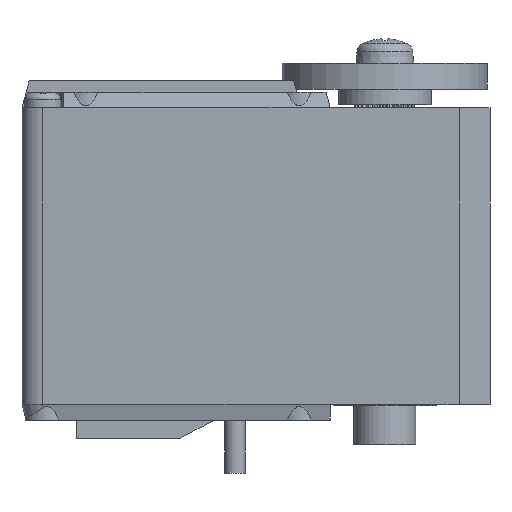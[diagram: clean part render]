
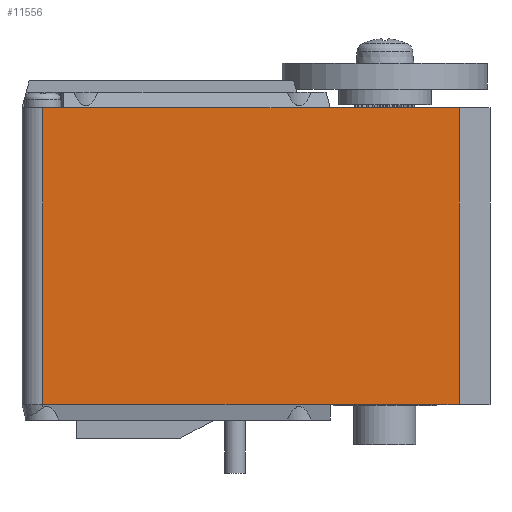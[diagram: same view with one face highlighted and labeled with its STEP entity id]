
A CAD part, front view. The second image highlights one B-rep face of the part: STEP entity #11556.
In plain terms, the highlighted planar face has unit normal (0, -1, 0).
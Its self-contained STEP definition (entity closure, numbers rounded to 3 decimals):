
#543=PLANE('',#12660);
#1136=FACE_OUTER_BOUND('',#1768,.T.);
#1768=EDGE_LOOP('',(#10414,#10415,#10416,#10417,#10418,#10419,#10420));
#3322=LINE('',#42699,#4277);
#3349=LINE('',#42876,#4304);
#3350=LINE('',#42878,#4305);
#3351=LINE('',#42880,#4306);
#3352=LINE('',#42882,#4307);
#3353=LINE('',#42884,#4308);
#3354=LINE('',#42885,#4309);
#4277=VECTOR('',#15419,1000.);
#4304=VECTOR('',#15546,1000.);
#4305=VECTOR('',#15547,1000.);
#4306=VECTOR('',#15548,1000.);
#4307=VECTOR('',#15549,1000.);
#4308=VECTOR('',#15550,1000.);
#4309=VECTOR('',#15551,1000.);
#5456=VERTEX_POINT('',#42633);
#5479=VERTEX_POINT('',#42698);
#5514=VERTEX_POINT('',#42875);
#5515=VERTEX_POINT('',#42877);
#5516=VERTEX_POINT('',#42879);
#5517=VERTEX_POINT('',#42881);
#5518=VERTEX_POINT('',#42883);
#7123=EDGE_CURVE('',#5479,#5456,#3322,.T.);
#7188=EDGE_CURVE('',#5514,#5479,#3349,.T.);
#7189=EDGE_CURVE('',#5456,#5515,#3350,.T.);
#7190=EDGE_CURVE('',#5515,#5516,#3351,.T.);
#7191=EDGE_CURVE('',#5517,#5516,#3352,.T.);
#7192=EDGE_CURVE('',#5517,#5518,#3353,.T.);
#7193=EDGE_CURVE('',#5514,#5518,#3354,.T.);
#10414=ORIENTED_EDGE('',*,*,#7188,.T.);
#10415=ORIENTED_EDGE('',*,*,#7123,.T.);
#10416=ORIENTED_EDGE('',*,*,#7189,.T.);
#10417=ORIENTED_EDGE('',*,*,#7190,.T.);
#10418=ORIENTED_EDGE('',*,*,#7191,.F.);
#10419=ORIENTED_EDGE('',*,*,#7192,.T.);
#10420=ORIENTED_EDGE('',*,*,#7193,.F.);
#11556=ADVANCED_FACE('',(#1136),#543,.F.);
#12660=AXIS2_PLACEMENT_3D('',#42874,#15544,#15545);
#15419=DIRECTION('',(1.,0.,0.));
#15544=DIRECTION('center_axis',(0.,1.,0.));
#15545=DIRECTION('ref_axis',(-1.,0.,0.));
#15546=DIRECTION('',(0.,0.,-1.));
#15547=DIRECTION('',(1.,0.,0.));
#15548=DIRECTION('',(0.,0.,1.));
#15549=DIRECTION('',(1.,0.,0.));
#15550=DIRECTION('',(-1.,0.,0.));
#15551=DIRECTION('',(1.,0.,0.));
#42633=CARTESIAN_POINT('',(7.2,-12.4,-14.4));
#42698=CARTESIAN_POINT('',(-20.7,-12.4,-14.4));
#42699=CARTESIAN_POINT('',(7.2,-12.4,-14.4));
#42874=CARTESIAN_POINT('Origin',(-22.7,-12.4,17.));
#42875=CARTESIAN_POINT('',(-20.7,-12.4,14.4));
#42876=CARTESIAN_POINT('',(-20.7,-12.4,17.));
#42877=CARTESIAN_POINT('',(19.7,-12.4,-14.4));
#42878=CARTESIAN_POINT('',(7.2,-12.4,-14.4));
#42879=CARTESIAN_POINT('',(19.7,-12.4,14.4));
#42880=CARTESIAN_POINT('',(19.7,-12.4,17.));
#42881=CARTESIAN_POINT('',(7.2,-12.4,14.4));
#42882=CARTESIAN_POINT('',(-22.7,-12.4,14.4));
#42883=CARTESIAN_POINT('',(-18.7,-12.4,14.4));
#42884=CARTESIAN_POINT('',(-22.7,-12.4,14.4));
#42885=CARTESIAN_POINT('',(-22.7,-12.4,14.4));
